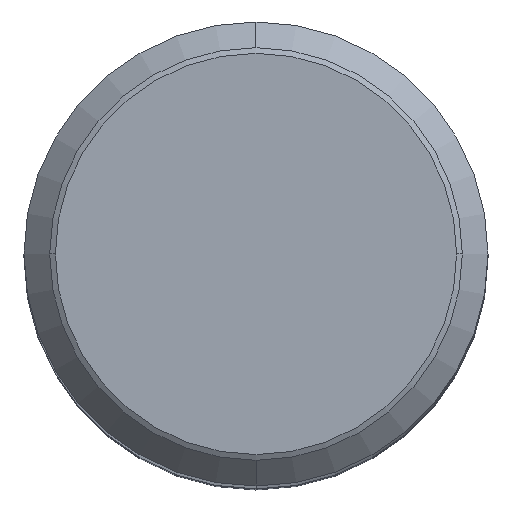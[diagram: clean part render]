
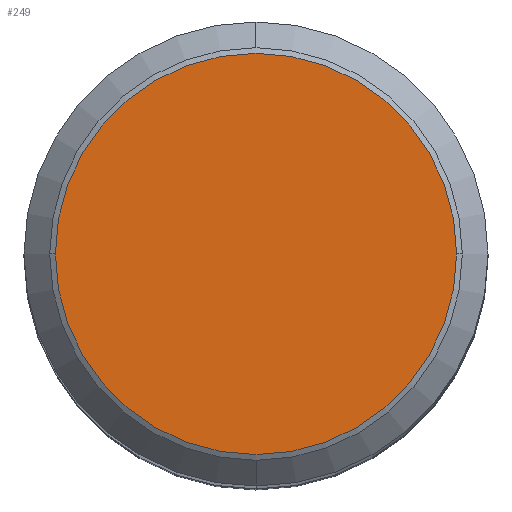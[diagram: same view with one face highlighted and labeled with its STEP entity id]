
A CAD part, top view. The second image highlights one B-rep face of the part: STEP entity #249.
In plain terms, the highlighted planar face has unit normal (0, 0, 1).
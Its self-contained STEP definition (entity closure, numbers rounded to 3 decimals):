
#161=EDGE_CURVE('',#209,#191,#358,.T.);
#171=EDGE_CURVE('',#191,#209,#370,.T.);
#191=VERTEX_POINT('',#391);
#209=VERTEX_POINT('',#410);
#249=ADVANCED_FACE('',(#454),#455,.T.);
#358=CIRCLE('',#575,6.917);
#370=CIRCLE('',#590,6.917);
#391=CARTESIAN_POINT('',(6.917,0.,62.));
#410=CARTESIAN_POINT('',(-6.917,0.,62.0));
#454=FACE_OUTER_BOUND('',#700,.T.);
#455=PLANE('',#701);
#575=AXIS2_PLACEMENT_3D('',#846,#847,#848);
#590=AXIS2_PLACEMENT_3D('',#872,#873,#874);
#700=EDGE_LOOP('',(#958,#959));
#701=AXIS2_PLACEMENT_3D('',#960,#961,#962);
#846=CARTESIAN_POINT('',(0.,0.0,62.));
#847=DIRECTION('',(0.0,0.0,1.0));
#848=DIRECTION('',(-1.0,0.,0.0));
#872=CARTESIAN_POINT('',(0.,0.0,62.));
#873=DIRECTION('',(0.0,0.0,1.0));
#874=DIRECTION('',(-1.0,0.,0.0));
#958=ORIENTED_EDGE('',*,*,#161,.T.);
#959=ORIENTED_EDGE('',*,*,#171,.T.);
#960=CARTESIAN_POINT('',(0.,-3.5,62.));
#961=DIRECTION('',(0.0,0.0,1.0));
#962=DIRECTION('',(0.,-1.0,0.0));
